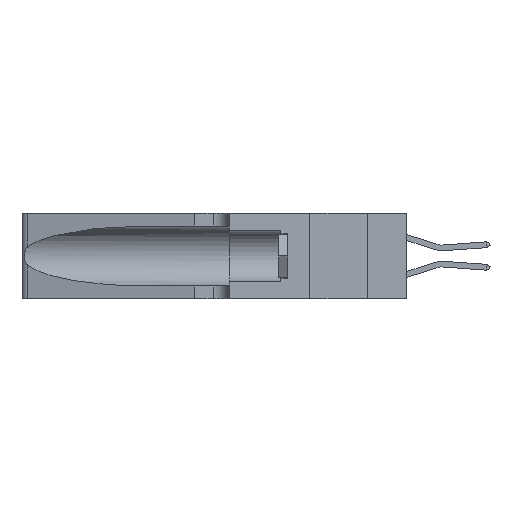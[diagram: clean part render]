
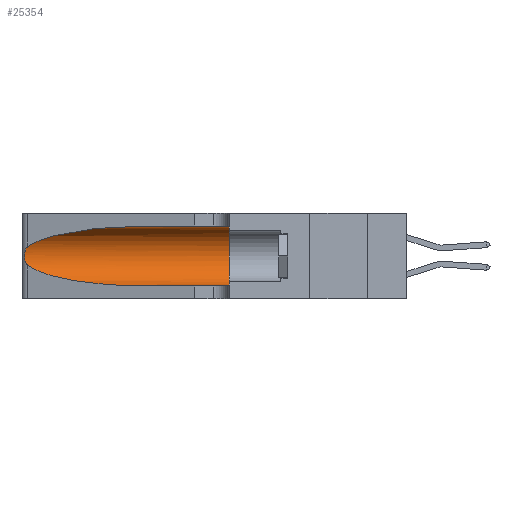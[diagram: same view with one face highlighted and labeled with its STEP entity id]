
A CAD part, left-side view. The second image highlights one B-rep face of the part: STEP entity #25354.
In plain terms, the highlighted cylindrical face has radius 3.308 mm (diameter 6.617 mm), a partial arc.
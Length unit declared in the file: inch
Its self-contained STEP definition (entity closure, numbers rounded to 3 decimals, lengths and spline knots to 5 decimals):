
#290 = CARTESIAN_POINT ( 'NONE',  ( 0.1305, 0.35, 0.31525 ) ) ;
#605 = EDGE_CURVE ( 'NONE', #13612, #8669, #1564, .T. ) ;
#1172 = EDGE_CURVE ( 'NONE', #8669, #19036, #15211, .T. ) ;
#1380 = DIRECTION ( 'NONE',  ( 0., 0., -1. ) ) ;
#1564 =( BOUNDED_CURVE ( )  B_SPLINE_CURVE ( 3, ( #36596, #13654, #7322, #27466 ),
 .UNSPECIFIED., .F., .F. ) 
 B_SPLINE_CURVE_WITH_KNOTS ( ( 4, 4 ),
 ( 1.5708, 2.84003 ),
 .UNSPECIFIED. ) 
 CURVE ( )  GEOMETRIC_REPRESENTATION_ITEM ( )  RATIONAL_B_SPLINE_CURVE ( ( 1., 0.87, 0.87, 1. ) ) 
 REPRESENTATION_ITEM ( '' )  );
#2509 = CARTESIAN_POINT ( 'NONE',  ( 0.1305, 1.61858, 0.31525 ) ) ;
#4550 = VECTOR ( 'NONE', #39029, 39.37008 ) ;
#4942 = CARTESIAN_POINT ( 'NONE',  ( 0.25555, 1.22994, 0.2215 ) ) ;
#4980 = VECTOR ( 'NONE', #34424, 39.37008 ) ;
#5361 = CARTESIAN_POINT ( 'NONE',  ( 0.25487, 1.22718, 0.14631 ) ) ;
#6382 = CYLINDRICAL_SURFACE ( 'NONE', #23241, 0.13025 ) ;
#7322 = CARTESIAN_POINT ( 'NONE',  ( 0.2373, 1.15595, 0.28018 ) ) ;
#7714 = EDGE_LOOP ( 'NONE', ( #25796, #25370, #33377, #20616, #29395, #36321 ) ) ;
#8669 = VERTEX_POINT ( 'NONE', #34510 ) ;
#8890 = CARTESIAN_POINT ( 'NONE',  ( 0.1305, 0.35, 0.05475 ) ) ;
#9814 = CARTESIAN_POINT ( 'NONE',  ( 0.25487, 1.22718, 0.14631 ) ) ;
#11383 = CARTESIAN_POINT ( 'NONE',  ( 0.25787, 1.23484, 0.2124 ) ) ;
#11529 = EDGE_CURVE ( 'NONE', #13612, #33702, #23652, .T. ) ;
#12629 = CARTESIAN_POINT ( 'NONE',  ( 0.2373, 1.15595, 0.08982 ) ) ;
#13023 = CARTESIAN_POINT ( 'NONE',  ( 0.18966, 0.96281, 0.05475 ) ) ;
#13612 = VERTEX_POINT ( 'NONE', #16484 ) ;
#13654 = CARTESIAN_POINT ( 'NONE',  ( 0.18966, 0.96281, 0.31525 ) ) ;
#14628 = CARTESIAN_POINT ( 'NONE',  ( 0.25639, 1.23184, 0.21858 ) ) ;
#15041 = CARTESIAN_POINT ( 'NONE',  ( 0.26075, 1.23896, 0.178 ) ) ;
#15161 = CIRCLE ( 'NONE', #26490, 0.13025 ) ;
#15211 = B_SPLINE_CURVE_WITH_KNOTS ( 'NONE', 3,
 ( #37703, #4942, #14628, #11383, #27576, #21336, #37277, #15041, #21473, #40732, #17894, #40575, #24754, #5361 ),
 .UNSPECIFIED., .F., .F.,
 ( 4, 2, 2, 2, 2, 2, 4 ),
 ( 0., 0.00027, 0.00053, 0.00107, 0.0016, 0.00187, 0.00214 ),
 .UNSPECIFIED. ) ;
#16294 = CARTESIAN_POINT ( 'NONE',  ( 0.1305, 0.72297, 0.05475 ) ) ;
#16484 = CARTESIAN_POINT ( 'NONE',  ( 0.1305, 0.72297, 0.31525 ) ) ;
#17894 = CARTESIAN_POINT ( 'NONE',  ( 0.25789, 1.23486, 0.15765 ) ) ;
#19036 = VERTEX_POINT ( 'NONE', #37547 ) ;
#19118 = CARTESIAN_POINT ( 'NONE',  ( 0.1305, 1.61858, 0.05475 ) ) ;
#19193 = EDGE_CURVE ( 'NONE', #37730, #21406, #25808, .T. ) ;
#20213 = DIRECTION ( 'NONE',  ( 0., 1., 0. ) ) ;
#20616 = ORIENTED_EDGE ( 'NONE', *, *, #19193, .T. ) ;
#21336 = CARTESIAN_POINT ( 'NONE',  ( 0.26018, 1.23835, 0.19895 ) ) ;
#21406 = VERTEX_POINT ( 'NONE', #8890 ) ;
#21473 = CARTESIAN_POINT ( 'NONE',  ( 0.26017, 1.23833, 0.17102 ) ) ;
#23241 = AXIS2_PLACEMENT_3D ( 'NONE', #36367, #36813, #1380 ) ;
#23643 = CARTESIAN_POINT ( 'NONE',  ( 0.1305, 0.35, 0.185 ) ) ;
#23652 = LINE ( 'NONE', #2509, #4980 ) ;
#24726 = EDGE_CURVE ( 'NONE', #19036, #37730, #37271, .T. ) ;
#24754 = CARTESIAN_POINT ( 'NONE',  ( 0.25555, 1.22993, 0.14849 ) ) ;
#24997 = EDGE_CURVE ( 'NONE', #33702, #21406, #15161, .T. ) ;
#25354 = ADVANCED_FACE ( 'NONE', ( #37778 ), #6382, .F. ) ;
#25370 = ORIENTED_EDGE ( 'NONE', *, *, #1172, .T. ) ;
#25796 = ORIENTED_EDGE ( 'NONE', *, *, #605, .T. ) ;
#25808 = LINE ( 'NONE', #19118, #4550 ) ;
#26490 = AXIS2_PLACEMENT_3D ( 'NONE', #23643, #20213, #26598 ) ;
#26598 = DIRECTION ( 'NONE',  ( 0., 0., 1. ) ) ;
#27466 = CARTESIAN_POINT ( 'NONE',  ( 0.25487, 1.22718, 0.22369 ) ) ;
#27576 = CARTESIAN_POINT ( 'NONE',  ( 0.25854, 1.2359, 0.20912 ) ) ;
#29395 = ORIENTED_EDGE ( 'NONE', *, *, #24997, .F. ) ;
#32835 = CARTESIAN_POINT ( 'NONE',  ( 0.1305, 0.72297, 0.05475 ) ) ;
#33377 = ORIENTED_EDGE ( 'NONE', *, *, #24726, .T. ) ;
#33702 = VERTEX_POINT ( 'NONE', #290 ) ;
#34424 = DIRECTION ( 'NONE',  ( 0., -1., 0. ) ) ;
#34510 = CARTESIAN_POINT ( 'NONE',  ( 0.25487, 1.22718, 0.22369 ) ) ;
#36321 = ORIENTED_EDGE ( 'NONE', *, *, #11529, .F. ) ;
#36367 = CARTESIAN_POINT ( 'NONE',  ( 0.1305, 1.61858, 0.185 ) ) ;
#36596 = CARTESIAN_POINT ( 'NONE',  ( 0.1305, 0.72297, 0.31525 ) ) ;
#36813 = DIRECTION ( 'NONE',  ( 0., -1., 0. ) ) ;
#37271 =( BOUNDED_CURVE ( )  B_SPLINE_CURVE ( 3, ( #9814, #12629, #13023, #16294 ),
 .UNSPECIFIED., .F., .F. ) 
 B_SPLINE_CURVE_WITH_KNOTS ( ( 4, 4 ),
 ( 3.44316, 4.71239 ),
 .UNSPECIFIED. ) 
 CURVE ( )  GEOMETRIC_REPRESENTATION_ITEM ( )  RATIONAL_B_SPLINE_CURVE ( ( 1., 0.87, 0.87, 1. ) ) 
 REPRESENTATION_ITEM ( '' )  );
#37277 = CARTESIAN_POINT ( 'NONE',  ( 0.26075, 1.23896, 0.19203 ) ) ;
#37547 = CARTESIAN_POINT ( 'NONE',  ( 0.25487, 1.22718, 0.14631 ) ) ;
#37703 = CARTESIAN_POINT ( 'NONE',  ( 0.25487, 1.22718, 0.22369 ) ) ;
#37730 = VERTEX_POINT ( 'NONE', #32835 ) ;
#37778 = FACE_OUTER_BOUND ( 'NONE', #7714, .T. ) ;
#39029 = DIRECTION ( 'NONE',  ( 0., -1., 0. ) ) ;
#40575 = CARTESIAN_POINT ( 'NONE',  ( 0.25639, 1.23186, 0.15144 ) ) ;
#40732 = CARTESIAN_POINT ( 'NONE',  ( 0.25856, 1.23593, 0.16098 ) ) ;
